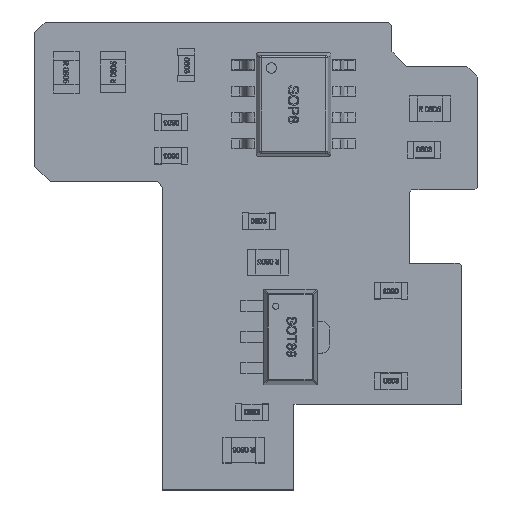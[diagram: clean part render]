
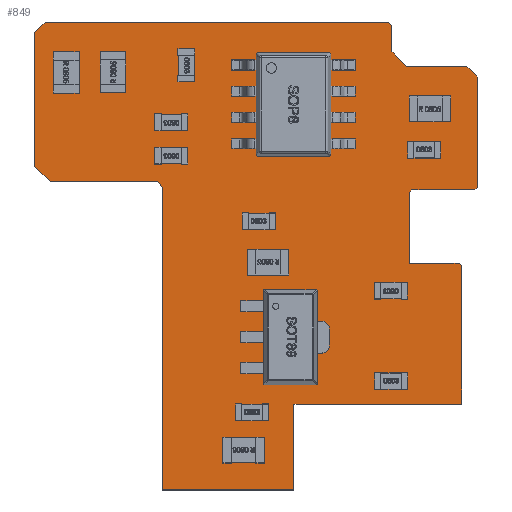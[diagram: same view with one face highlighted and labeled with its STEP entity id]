
A CAD part, top view. The second image highlights one B-rep face of the part: STEP entity #849.
In plain terms, the highlighted planar face has unit normal (0, 0, 1).
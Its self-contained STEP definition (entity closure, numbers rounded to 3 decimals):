
#112 = VERTEX_POINT('',#113);
#113 = CARTESIAN_POINT('',(12.454,6.143,0.9));
#119 = EDGE_CURVE('',#112,#120,#122,.T.);
#120 = VERTEX_POINT('',#121);
#121 = CARTESIAN_POINT('',(12.454,20.824,0.9));
#122 = LINE('',#123,#124);
#123 = CARTESIAN_POINT('',(12.454,6.143,0.9));
#124 = VECTOR('',#125,1.);
#125 = DIRECTION('',(0.,1.,0.));
#150 = EDGE_CURVE('',#120,#151,#153,.T.);
#151 = VERTEX_POINT('',#152);
#152 = CARTESIAN_POINT('',(12.2,21.078,0.9));
#153 = LINE('',#154,#155);
#154 = CARTESIAN_POINT('',(12.454,20.824,0.9));
#155 = VECTOR('',#156,1.);
#156 = DIRECTION('',(-0.707,0.707,0.));
#181 = EDGE_CURVE('',#151,#182,#184,.T.);
#182 = VERTEX_POINT('',#183);
#183 = CARTESIAN_POINT('',(6.993,21.078,0.9));
#184 = LINE('',#185,#186);
#185 = CARTESIAN_POINT('',(12.2,21.078,0.9));
#186 = VECTOR('',#187,1.);
#187 = DIRECTION('',(-1.,0.,0.));
#212 = EDGE_CURVE('',#182,#213,#215,.T.);
#213 = VERTEX_POINT('',#214);
#214 = CARTESIAN_POINT('',(6.231,21.84,0.9));
#215 = LINE('',#216,#217);
#216 = CARTESIAN_POINT('',(6.993,21.078,0.9));
#217 = VECTOR('',#218,1.);
#218 = DIRECTION('',(-0.707,0.707,0.));
#243 = EDGE_CURVE('',#213,#244,#246,.T.);
#244 = VERTEX_POINT('',#245);
#245 = CARTESIAN_POINT('',(6.231,28.317,0.9));
#246 = LINE('',#247,#248);
#247 = CARTESIAN_POINT('',(6.231,21.84,0.9));
#248 = VECTOR('',#249,1.);
#249 = DIRECTION('',(0.,1.,0.));
#274 = EDGE_CURVE('',#244,#275,#277,.T.);
#275 = VERTEX_POINT('',#276);
#276 = CARTESIAN_POINT('',(6.739,28.825,0.9));
#277 = LINE('',#278,#279);
#278 = CARTESIAN_POINT('',(6.231,28.317,0.9));
#279 = VECTOR('',#280,1.);
#280 = DIRECTION('',(0.707,0.707,0.));
#305 = EDGE_CURVE('',#275,#306,#308,.T.);
#306 = VERTEX_POINT('',#307);
#307 = CARTESIAN_POINT('',(23.376,28.825,0.9));
#308 = LINE('',#309,#310);
#309 = CARTESIAN_POINT('',(6.739,28.825,0.9));
#310 = VECTOR('',#311,1.);
#311 = DIRECTION('',(1.,0.,0.));
#336 = EDGE_CURVE('',#306,#337,#339,.T.);
#337 = VERTEX_POINT('',#338);
#338 = CARTESIAN_POINT('',(23.554,28.647,0.9));
#339 = LINE('',#340,#341);
#340 = CARTESIAN_POINT('',(23.376,28.825,0.9));
#341 = VECTOR('',#342,1.);
#342 = DIRECTION('',(0.707,-0.707,0.));
#367 = EDGE_CURVE('',#337,#368,#370,.T.);
#368 = VERTEX_POINT('',#369);
#369 = CARTESIAN_POINT('',(23.554,27.377,0.9));
#370 = LINE('',#371,#372);
#371 = CARTESIAN_POINT('',(23.554,28.647,0.9));
#372 = VECTOR('',#373,1.);
#373 = DIRECTION('',(0.,-1.,0.));
#398 = EDGE_CURVE('',#368,#399,#401,.T.);
#399 = VERTEX_POINT('',#400);
#400 = CARTESIAN_POINT('',(24.265,26.666,0.9));
#401 = LINE('',#402,#403);
#402 = CARTESIAN_POINT('',(23.554,27.377,0.9));
#403 = VECTOR('',#404,1.);
#404 = DIRECTION('',(0.707,-0.707,0.));
#429 = EDGE_CURVE('',#399,#430,#432,.T.);
#430 = VERTEX_POINT('',#431);
#431 = CARTESIAN_POINT('',(27.186,26.666,0.9));
#432 = LINE('',#433,#434);
#433 = CARTESIAN_POINT('',(24.265,26.666,0.9));
#434 = VECTOR('',#435,1.);
#435 = DIRECTION('',(1.,0.,0.));
#460 = EDGE_CURVE('',#430,#461,#463,.T.);
#461 = VERTEX_POINT('',#462);
#462 = CARTESIAN_POINT('',(27.694,26.158,0.9));
#463 = LINE('',#464,#465);
#464 = CARTESIAN_POINT('',(27.186,26.666,0.9));
#465 = VECTOR('',#466,1.);
#466 = DIRECTION('',(0.707,-0.707,0.));
#491 = EDGE_CURVE('',#461,#492,#494,.T.);
#492 = VERTEX_POINT('',#493);
#493 = CARTESIAN_POINT('',(27.694,20.824,0.9));
#494 = LINE('',#495,#496);
#495 = CARTESIAN_POINT('',(27.694,26.158,0.9));
#496 = VECTOR('',#497,1.);
#497 = DIRECTION('',(0.,-1.,0.));
#522 = EDGE_CURVE('',#492,#523,#525,.T.);
#523 = VERTEX_POINT('',#524);
#524 = CARTESIAN_POINT('',(27.567,20.697,0.9));
#525 = LINE('',#526,#527);
#526 = CARTESIAN_POINT('',(27.694,20.824,0.9));
#527 = VECTOR('',#528,1.);
#528 = DIRECTION('',(-0.707,-0.707,0.));
#553 = EDGE_CURVE('',#523,#554,#556,.T.);
#554 = VERTEX_POINT('',#555);
#555 = CARTESIAN_POINT('',(24.519,20.697,0.9));
#556 = LINE('',#557,#558);
#557 = CARTESIAN_POINT('',(27.567,20.697,0.9));
#558 = VECTOR('',#559,1.);
#559 = DIRECTION('',(-1.,0.,0.));
#584 = EDGE_CURVE('',#554,#585,#587,.T.);
#585 = VERTEX_POINT('',#586);
#586 = CARTESIAN_POINT('',(24.392,20.57,0.9));
#587 = LINE('',#588,#589);
#588 = CARTESIAN_POINT('',(24.519,20.697,0.9));
#589 = VECTOR('',#590,1.);
#590 = DIRECTION('',(-0.707,-0.707,0.));
#615 = EDGE_CURVE('',#585,#616,#618,.T.);
#616 = VERTEX_POINT('',#617);
#617 = CARTESIAN_POINT('',(24.392,17.141,0.9));
#618 = LINE('',#619,#620);
#619 = CARTESIAN_POINT('',(24.392,20.57,0.9));
#620 = VECTOR('',#621,1.);
#621 = DIRECTION('',(0.,-1.,0.));
#646 = EDGE_CURVE('',#616,#647,#649,.T.);
#647 = VERTEX_POINT('',#648);
#648 = CARTESIAN_POINT('',(26.805,17.141,0.9));
#649 = LINE('',#650,#651);
#650 = CARTESIAN_POINT('',(24.392,17.141,0.9));
#651 = VECTOR('',#652,1.);
#652 = DIRECTION('',(1.,0.,0.));
#677 = EDGE_CURVE('',#647,#678,#680,.T.);
#678 = VERTEX_POINT('',#679);
#679 = CARTESIAN_POINT('',(26.932,17.014,0.9));
#680 = LINE('',#681,#682);
#681 = CARTESIAN_POINT('',(26.805,17.141,0.9));
#682 = VECTOR('',#683,1.);
#683 = DIRECTION('',(0.707,-0.707,0.));
#708 = EDGE_CURVE('',#678,#709,#711,.T.);
#709 = VERTEX_POINT('',#710);
#710 = CARTESIAN_POINT('',(26.932,10.308,0.9));
#711 = LINE('',#712,#713);
#712 = CARTESIAN_POINT('',(26.932,17.014,0.9));
#713 = VECTOR('',#714,1.);
#714 = DIRECTION('',(0.,-1.,0.));
#739 = EDGE_CURVE('',#709,#740,#742,.T.);
#740 = VERTEX_POINT('',#741);
#741 = CARTESIAN_POINT('',(18.804,10.308,0.9));
#742 = LINE('',#743,#744);
#743 = CARTESIAN_POINT('',(26.932,10.308,0.9));
#744 = VECTOR('',#745,1.);
#745 = DIRECTION('',(-1.,0.,0.));
#770 = EDGE_CURVE('',#740,#771,#773,.T.);
#771 = VERTEX_POINT('',#772);
#772 = CARTESIAN_POINT('',(18.804,6.143,0.9));
#773 = LINE('',#774,#775);
#774 = CARTESIAN_POINT('',(18.804,10.308,0.9));
#775 = VECTOR('',#776,1.);
#776 = DIRECTION('',(0.,-1.,0.));
#801 = EDGE_CURVE('',#771,#112,#802,.T.);
#802 = LINE('',#803,#804);
#803 = CARTESIAN_POINT('',(18.804,6.143,0.9));
#804 = VECTOR('',#805,1.);
#805 = DIRECTION('',(-1.,0.,0.));
#849 = ADVANCED_FACE('',(#850),#875,.F.);
#850 = FACE_BOUND('',#851,.F.);
#851 = EDGE_LOOP('',(#852,#853,#854,#855,#856,#857,#858,#859,#860,#861,
    #862,#863,#864,#865,#866,#867,#868,#869,#870,#871,#872,#873,#874));
#852 = ORIENTED_EDGE('',*,*,#119,.T.);
#853 = ORIENTED_EDGE('',*,*,#150,.T.);
#854 = ORIENTED_EDGE('',*,*,#181,.T.);
#855 = ORIENTED_EDGE('',*,*,#212,.T.);
#856 = ORIENTED_EDGE('',*,*,#243,.T.);
#857 = ORIENTED_EDGE('',*,*,#274,.T.);
#858 = ORIENTED_EDGE('',*,*,#305,.T.);
#859 = ORIENTED_EDGE('',*,*,#336,.T.);
#860 = ORIENTED_EDGE('',*,*,#367,.T.);
#861 = ORIENTED_EDGE('',*,*,#398,.T.);
#862 = ORIENTED_EDGE('',*,*,#429,.T.);
#863 = ORIENTED_EDGE('',*,*,#460,.T.);
#864 = ORIENTED_EDGE('',*,*,#491,.T.);
#865 = ORIENTED_EDGE('',*,*,#522,.T.);
#866 = ORIENTED_EDGE('',*,*,#553,.T.);
#867 = ORIENTED_EDGE('',*,*,#584,.T.);
#868 = ORIENTED_EDGE('',*,*,#615,.T.);
#869 = ORIENTED_EDGE('',*,*,#646,.T.);
#870 = ORIENTED_EDGE('',*,*,#677,.T.);
#871 = ORIENTED_EDGE('',*,*,#708,.T.);
#872 = ORIENTED_EDGE('',*,*,#739,.T.);
#873 = ORIENTED_EDGE('',*,*,#770,.T.);
#874 = ORIENTED_EDGE('',*,*,#801,.T.);
#875 = PLANE('',#876);
#876 = AXIS2_PLACEMENT_3D('',#877,#878,#879);
#877 = CARTESIAN_POINT('',(12.454,6.143,0.9));
#878 = DIRECTION('',(0.,0.,-1.));
#879 = DIRECTION('',(-1.,0.,0.));
